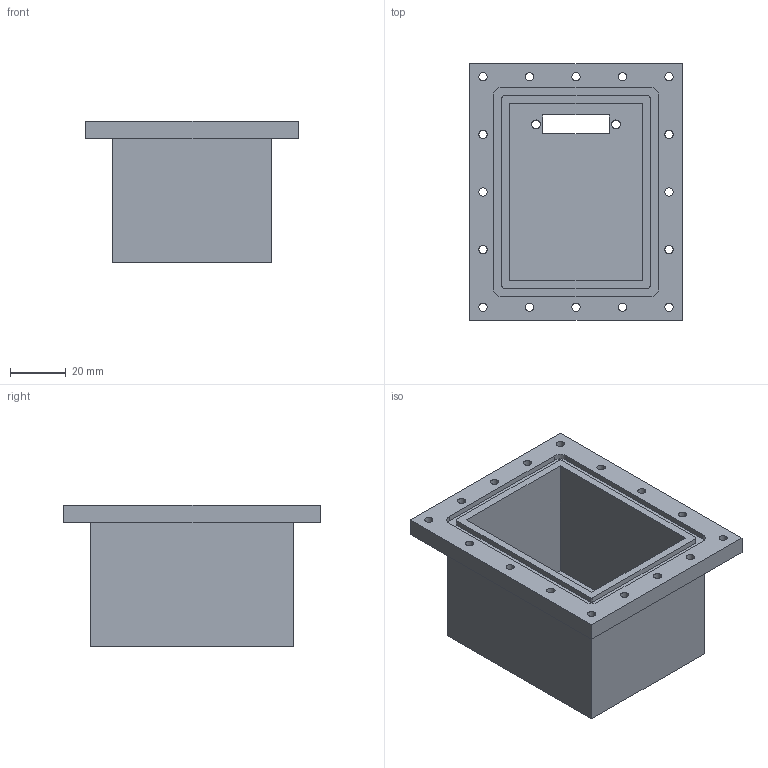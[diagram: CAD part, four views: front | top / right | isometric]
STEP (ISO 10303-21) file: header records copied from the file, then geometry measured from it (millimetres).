
FILE_DESCRIPTION(/* description */ (''),/* implementation_level */ '2;1');
FILE_NAME(/* name */ 'ebox.stp',/* time_stamp */ '2018-01-10T14:48:15-05:00',/* author */ (''),/* organization */ (''),/* preprocessor_version */ 'ST-DEVELOPER v16',/* originating_system */ 'SIEMENS PLM Software NX 11.0',/* authorisation */ '');
FILE_SCHEMA (('AUTOMOTIVE_DESIGN { 1 0 10303 214 3 1 1 1 }'));
Length unit declared in the file: inch
Products named in the file (1): newerbox
Bounding box: 76.2 x 92.08 x 50.8 mm (x, y, z)
Volume: 87718.7 mm3; surface area: 39727.5 mm2
Topology: 1 solids, 1 shells, 56 faces, 150 edges, 100 vertices
Faces by surface type: plane 30, cylinder 26
Full cylindrical faces by diameter (mm): 2.946 x16, 3.2 x2
Entity records: 1778 total; most frequent: DIRECTION 298, CARTESIAN_POINT 289, ORIENTED_EDGE 264, EDGE_CURVE 132, EDGE_LOOP 116, AXIS2_PLACEMENT_3D 109, VERTEX_POINT 100, FACE_BOUND 84
